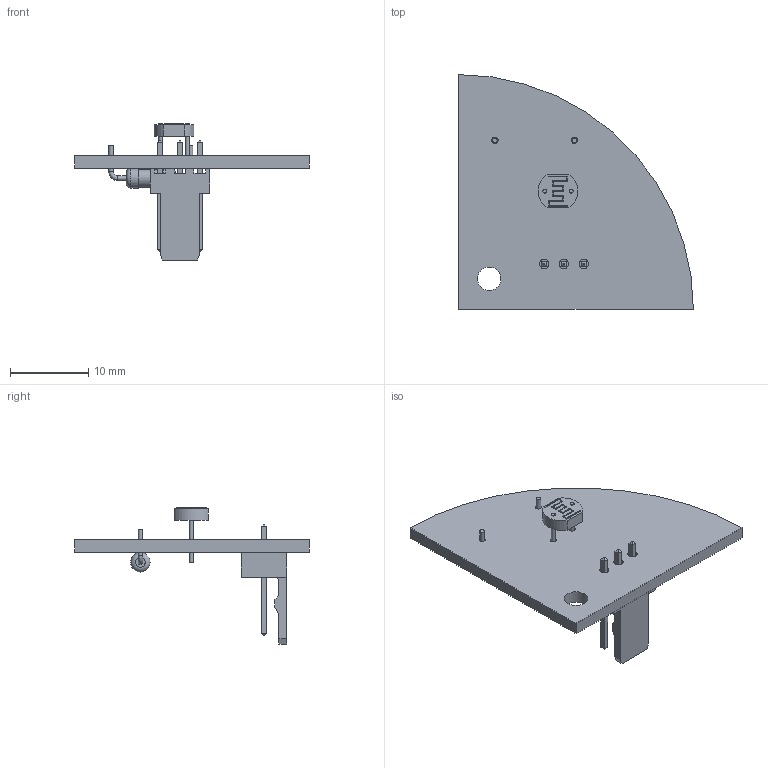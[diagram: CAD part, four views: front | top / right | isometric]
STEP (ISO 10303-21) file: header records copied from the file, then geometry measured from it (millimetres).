
FILE_DESCRIPTION(('KiCad electronic assembly'),'2;1');
FILE_NAME('ldr_coon.step','2020-10-21T15:35:47',('An Author'),( 'A Company'),'Open CASCADE STEP processor 6.9', 'KiCad to STEP converter','Unknown');
FILE_SCHEMA(('AUTOMOTIVE_DESIGN { 1 0 10303 214 1 1 1 1 }'));
Length unit declared in the file: millimetre
Products named in the file (8): Open CASCADE STEP translator 6.9 1; Molex_KK-254_AE-6410-03A_1x03_P2.54mm_Vertical; SOLID; R_LDR_5.1x4.3mm_P3.4mm_Vertical; COMPOUND; R_Axial_DIN0207_L6.3mm_D2.5mm_P10.16mm_Horizontal
Assembly tree (7 placements, depth 3):
  Open CASCADE STEP translator 6.9 1
    Molex_KK-254_AE-6410-03A_1x03_P2.54mm_Vertical
      SOLID
    R_LDR_5.1x4.3mm_P3.4mm_Vertical
      COMPOUND
    R_Axial_DIN0207_L6.3mm_D2.5mm_P10.16mm_Horizontal
      SOLID
    COMPOUND
Bounding box: 30 x 30 x 17.4 mm (x, y, z)
Volume: 1353.5 mm3; surface area: 2169.5 mm2
Topology: 5 solids, 5 shells, 177 faces, 429 edges, 276 vertices
Faces by surface type: plane 150, cylinder 23, torus 4
Full cylindrical faces by diameter (mm): 0.5 x4, 0.6 x4, 0.8 x4, 1.19 x3, 2.25 x1, 2.5 x2, 3 x1
Entity records: 12180 total; most frequent: CARTESIAN_POINT 1994, DIRECTION 1686, LINE 1187, VECTOR 1187, ORIENTED_EDGE 858, PCURVE 858, DEFINITIONAL_REPRESENTATION 858, EDGE_CURVE 429
